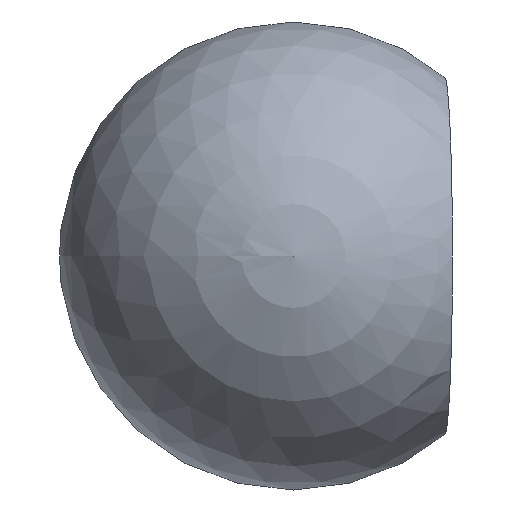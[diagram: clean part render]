
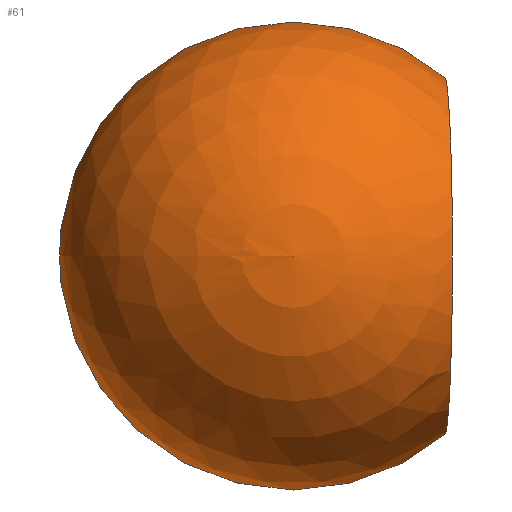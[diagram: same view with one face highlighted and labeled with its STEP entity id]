
A CAD part, left-side view. The second image highlights one B-rep face of the part: STEP entity #61.
In plain terms, the highlighted spherical face has radius 8.5 mm.
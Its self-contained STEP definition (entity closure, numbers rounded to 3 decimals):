
#61 = ADVANCED_FACE( '', ( #129, #130 ), #131, .T. );
#129 = FACE_BOUND( '', #189, .T. );
#130 = FACE_OUTER_BOUND( '', #190, .T. );
#131 = SPHERICAL_SURFACE( '', #191, 8.5 );
#189 = VERTEX_LOOP( '', #269 );
#190 = EDGE_LOOP( '', ( #270, #271 ) );
#191 = AXIS2_PLACEMENT_3D( '', #272, #273, #274 );
#269 = VERTEX_POINT( '', #304 );
#270 = ORIENTED_EDGE( '', *, *, #302, .F. );
#271 = ORIENTED_EDGE( '', *, *, #293, .T. );
#272 = CARTESIAN_POINT( '', ( 0., 0., 0. ) );
#273 = DIRECTION( '', ( 1., 0., 0. ) );
#274 = DIRECTION( '', ( 0., 1., 0. ) );
#293 = EDGE_CURVE( '', #330, #331, #333, .F. );
#302 = EDGE_CURVE( '', #330, #331, #341, .T. );
#304 = CARTESIAN_POINT( '', ( -8.5, 0., 0. ) );
#330 = VERTEX_POINT( '', #368 );
#331 = VERTEX_POINT( '', #369 );
#333 = CIRCLE( '', #376, 6.481 );
#341 = CIRCLE( '', #384, 5.368 );
#368 = CARTESIAN_POINT( '', ( 6.59, -5.218, -1.264 ) );
#369 = CARTESIAN_POINT( '', ( 6.59, -5.218, 1.264 ) );
#376 = AXIS2_PLACEMENT_3D( '', #413, #414, #415 );
#384 = AXIS2_PLACEMENT_3D( '', #419, #420, #421 );
#413 = CARTESIAN_POINT( '', ( 0.24, -5.495, 0. ) );
#414 = DIRECTION( '', ( 0.044, -0.999, 0. ) );
#415 = DIRECTION( '', ( 0.999, 0.044, 0. ) );
#419 = CARTESIAN_POINT( '', ( 6.59, 0., 0. ) );
#420 = DIRECTION( '', ( 1., 0., 0. ) );
#421 = DIRECTION( '', ( 0., 0., -1. ) );
